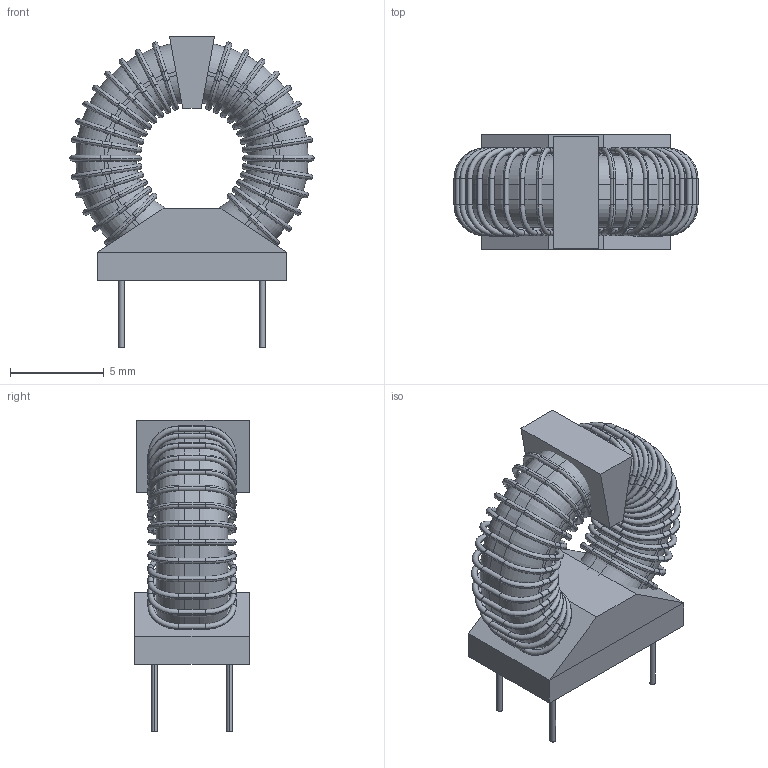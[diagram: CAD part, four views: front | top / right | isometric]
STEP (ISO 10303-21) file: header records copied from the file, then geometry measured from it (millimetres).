
FILE_DESCRIPTION((''),'2;1');
FILE_NAME('IND_NKL_R1003VKS.stp','2013-06-03T09:14:42',(''),(''),'Mechanical Desktop 2011','Mechanical Desktop 2011',', , ');
FILE_SCHEMA(('AUTOMOTIVE_DESIGN { 1 2 10303 214 1 1 1 1 }'));
Length unit declared in the file: millimetre
Products named in the file (1): Product
Bounding box: 13 x 6.1 x 16.6 mm (x, y, z)
Volume: 547.8 mm3; surface area: 1107.8 mm2
Topology: 36 solids, 36 shells, 496 faces, 996 edges, 516 vertices
Faces by surface type: cylinder 236, torus 232, plane 28
Entity records: 12872 total; most frequent: DIRECTION 2714, CARTESIAN_POINT 2009, ORIENTED_EDGE 1992, AXIS2_PLACEMENT_3D 1221, EDGE_CURVE 996, CIRCLE 724, VERTEX_POINT 516, EDGE_LOOP 498
